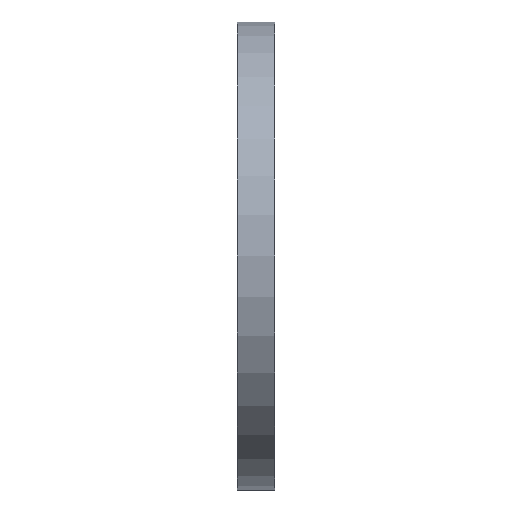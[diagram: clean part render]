
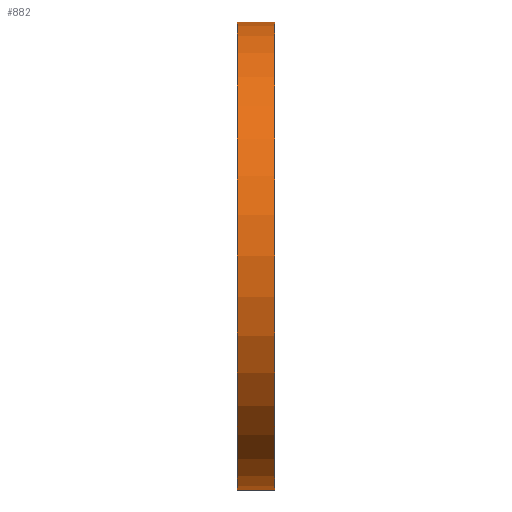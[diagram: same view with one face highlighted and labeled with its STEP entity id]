
A CAD part, front view. The second image highlights one B-rep face of the part: STEP entity #882.
In plain terms, the highlighted cylindrical face has radius 355.6 mm (diameter 711.2 mm), a partial arc.
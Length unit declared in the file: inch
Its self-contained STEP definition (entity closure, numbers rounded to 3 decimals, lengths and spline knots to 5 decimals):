
#10 = ORIENTED_EDGE ( 'NONE', *, *, #1032, .T. ) ;
#125 = LINE ( 'NONE', #1062, #391 ) ;
#153 = DIRECTION ( 'NONE',  ( 0., 0., 1. ) ) ;
#161 = CYLINDRICAL_SURFACE ( 'NONE', #1297, 14. ) ;
#193 = VECTOR ( 'NONE', #979, 39.37008 ) ;
#360 = LINE ( 'NONE', #1257, #193 ) ;
#379 = VERTEX_POINT ( 'NONE', #1286 ) ;
#391 = VECTOR ( 'NONE', #1436, 39.37008 ) ;
#442 = CIRCLE ( 'NONE', #1187, 14. ) ;
#451 = EDGE_LOOP ( 'NONE', ( #1643, #10, #886, #746 ) ) ;
#510 = DIRECTION ( 'NONE',  ( -1., 0., 0. ) ) ;
#618 = VERTEX_POINT ( 'NONE', #1114 ) ;
#624 = CARTESIAN_POINT ( 'NONE',  ( 2.3125, 0., 0. ) ) ;
#706 = EDGE_CURVE ( 'NONE', #618, #1564, #360, .T. ) ;
#746 = ORIENTED_EDGE ( 'NONE', *, *, #836, .F. ) ;
#802 = FACE_OUTER_BOUND ( 'NONE', #451, .T. ) ;
#817 = CARTESIAN_POINT ( 'NONE',  ( 0.0625, 0., 14. ) ) ;
#836 = EDGE_CURVE ( 'NONE', #379, #1564, #1112, .T. ) ;
#882 = ADVANCED_FACE ( 'NONE', ( #802 ), #161, .T. ) ;
#886 = ORIENTED_EDGE ( 'NONE', *, *, #706, .T. ) ;
#889 = DIRECTION ( 'NONE',  ( -1., 0., 0. ) ) ;
#898 = DIRECTION ( 'NONE',  ( 0., 0., 1. ) ) ;
#979 = DIRECTION ( 'NONE',  ( -1., 0., 0. ) ) ;
#1032 = EDGE_CURVE ( 'NONE', #1304, #618, #442, .T. ) ;
#1062 = CARTESIAN_POINT ( 'NONE',  ( 0., 0., -14. ) ) ;
#1112 = CIRCLE ( 'NONE', #1327, 14. ) ;
#1114 = CARTESIAN_POINT ( 'NONE',  ( 2.3125, 0., 14. ) ) ;
#1153 = CARTESIAN_POINT ( 'NONE',  ( 0.0625, 0., 0. ) ) ;
#1187 = AXIS2_PLACEMENT_3D ( 'NONE', #624, #510, #1499 ) ;
#1257 = CARTESIAN_POINT ( 'NONE',  ( 0., 0., 14. ) ) ;
#1264 = DIRECTION ( 'NONE',  ( -1., 0., 0. ) ) ;
#1272 = CARTESIAN_POINT ( 'NONE',  ( 0., 0., 0. ) ) ;
#1286 = CARTESIAN_POINT ( 'NONE',  ( 0.0625, 0., -14. ) ) ;
#1297 = AXIS2_PLACEMENT_3D ( 'NONE', #1272, #889, #153 ) ;
#1300 = EDGE_CURVE ( 'NONE', #1304, #379, #125, .T. ) ;
#1304 = VERTEX_POINT ( 'NONE', #1444 ) ;
#1327 = AXIS2_PLACEMENT_3D ( 'NONE', #1153, #1264, #898 ) ;
#1436 = DIRECTION ( 'NONE',  ( -1., 0., 0. ) ) ;
#1444 = CARTESIAN_POINT ( 'NONE',  ( 2.3125, 0., -14. ) ) ;
#1499 = DIRECTION ( 'NONE',  ( 0., 0., 1. ) ) ;
#1564 = VERTEX_POINT ( 'NONE', #817 ) ;
#1643 = ORIENTED_EDGE ( 'NONE', *, *, #1300, .F. ) ;
